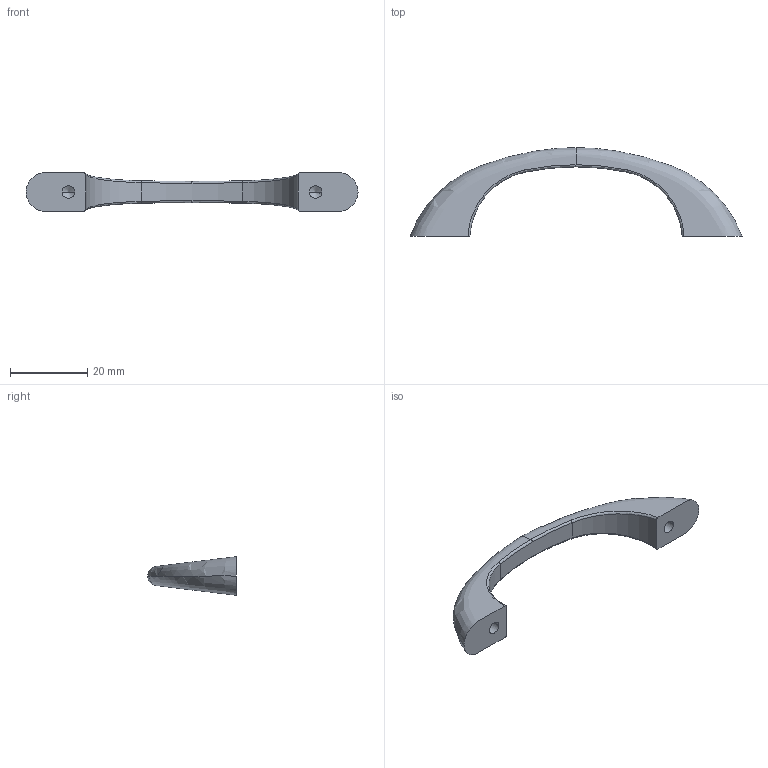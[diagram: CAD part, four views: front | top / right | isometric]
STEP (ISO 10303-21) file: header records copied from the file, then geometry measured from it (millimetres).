
FILE_DESCRIPTION(('Creo Elements/Direct Modeling STEP Export'),'2;1');
FILE_NAME('550-85.stp','2019-03-13T 8:39:08',(''),(''),'Creo Elements/Direct Modeling STEP processor for AP214 (Solid Model)','Creo Elements/Direct Modeling 20.0 12-Nov-2016 (C) Parametric Technology GmbH','');
FILE_SCHEMA(('AUTOMOTIVE_DESIGN { 1 0 10303 214 1 1 1 1 }'));
Length unit declared in the file: millimetre
Products named in the file (1): 550-85
Bounding box: 86 x 23 x 10 mm (x, y, z)
Volume: 4184.8 mm3; surface area: 2683.5 mm2
Topology: 1 solids, 1 shells, 31 faces, 76 edges, 47 vertices
Faces by surface type: bspline 12, cylinder 11, plane 4, cone 4
Entity records: 8345 total; most frequent: CARTESIAN_POINT 7684, ORIENTED_EDGE 144, DIRECTION 86, EDGE_CURVE 72, VERTEX_POINT 47, EDGE_LOOP 35, AXIS2_PLACEMENT_3D 33, FACE_OUTER_BOUND 31
